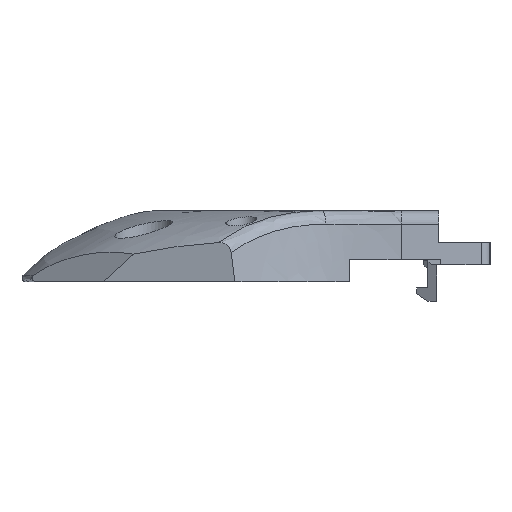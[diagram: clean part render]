
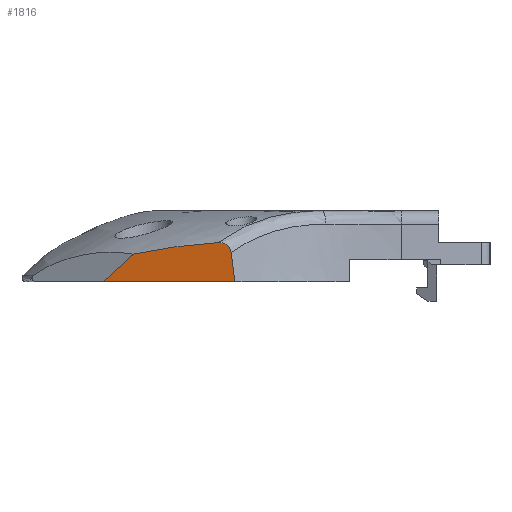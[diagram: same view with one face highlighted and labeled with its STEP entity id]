
A CAD part, front view. The second image highlights one B-rep face of the part: STEP entity #1816.
In plain terms, the highlighted planar face has unit normal (-0.242, -0.97, 0).
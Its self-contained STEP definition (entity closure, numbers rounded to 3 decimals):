
#326 = CARTESIAN_POINT ( 'NONE',  ( -84.162, -4.499, 13.902 ) ) ;
#372 = VECTOR ( 'NONE', #7388, 1000. ) ;
#595 = DIRECTION ( 'NONE',  ( -0.97, 0.242, 0. ) ) ;
#1369 = CARTESIAN_POINT ( 'NONE',  ( -95.113, -1.768, 13.709 ) ) ;
#1469 = CARTESIAN_POINT ( 'NONE',  ( -95.113, -1.768, 13.709 ) ) ;
#1816 = ADVANCED_FACE ( 'NONE', ( #11493 ), #2598, .T. ) ;
#2344 = CARTESIAN_POINT ( 'NONE',  ( -84.183, -4.494, 14.073 ) ) ;
#2378 = ORIENTED_EDGE ( 'NONE', *, *, #4367, .T. ) ;
#2594 = CARTESIAN_POINT ( 'NONE',  ( -85.579, -4.146, 15.02 ) ) ;
#2598 = PLANE ( 'NONE',  #12725 ) ;
#2610 = CARTESIAN_POINT ( 'NONE',  ( -85.579, -4.146, 15.02 ) ) ;
#2968 = EDGE_CURVE ( 'NONE', #10822, #5193, #8979, .T. ) ;
#3015 = EDGE_CURVE ( 'NONE', #13590, #10822, #5110, .T. ) ;
#3079 = LINE ( 'NONE', #9830, #11084 ) ;
#3712 = CARTESIAN_POINT ( 'NONE',  ( -5.982, -23.991, 10.6 ) ) ;
#3853 = CARTESIAN_POINT ( 'NONE',  ( -88.779, -3.348, 14.745 ) ) ;
#4009 = CARTESIAN_POINT ( 'NONE',  ( -83.739, -4.604, 10.6 ) ) ;
#4361 = CARTESIAN_POINT ( 'NONE',  ( -98.495, -0.925, 10.6 ) ) ;
#4367 = EDGE_CURVE ( 'NONE', #13590, #14707, #15513, .T. ) ;
#4913 = CARTESIAN_POINT ( 'NONE',  ( -46.978, -13.77, 57.964 ) ) ;
#4989 = CARTESIAN_POINT ( 'NONE',  ( -84.023, -4.533, 12.801 ) ) ;
#5075 = CARTESIAN_POINT ( 'NONE',  ( -84.162, -4.499, 13.902 ) ) ;
#5078 = DIRECTION ( 'NONE',  ( -0.242, -0.97, 0. ) ) ;
#5110 = B_SPLINE_CURVE_WITH_KNOTS ( 'NONE', 3,
 ( #2594, #8829, #7800, #10208, #14058, #14144, #15592, #16795, #2344, #5075 ),
 .UNSPECIFIED., .F., .F.,
 ( 4, 2, 2, 2, 4 ),
 ( 0., 0.001, 0.001, 0.002, 0.002 ),
 .UNSPECIFIED. ) ;
#5193 = VERTEX_POINT ( 'NONE', #4009 ) ;
#5383 = ORIENTED_EDGE ( 'NONE', *, *, #6698, .F. ) ;
#6274 = CARTESIAN_POINT ( 'NONE',  ( -83.739, -4.604, 10.6 ) ) ;
#6560 = VERTEX_POINT ( 'NONE', #4361 ) ;
#6698 = EDGE_CURVE ( 'NONE', #5193, #6560, #3079, .T. ) ;
#7388 = DIRECTION ( 'NONE',  ( 0.724, -0.181, 0.666 ) ) ;
#7800 = CARTESIAN_POINT ( 'NONE',  ( -85.249, -4.228, 15.02 ) ) ;
#7859 = CARTESIAN_POINT ( 'NONE',  ( -91.96, -2.555, 14.324 ) ) ;
#8829 = CARTESIAN_POINT ( 'NONE',  ( -85.413, -4.187, 15.031 ) ) ;
#8979 = B_SPLINE_CURVE_WITH_KNOTS ( 'NONE', 3,
 ( #10119, #4989, #15512, #6274 ),
 .UNSPECIFIED., .F., .F.,
 ( 4, 4 ),
 ( 0.002, 0.005 ),
 .UNSPECIFIED. ) ;
#9307 = CARTESIAN_POINT ( 'NONE',  ( -85.579, -4.146, 15.02 ) ) ;
#9394 = CARTESIAN_POINT ( 'NONE',  ( -86.381, -3.946, 14.966 ) ) ;
#9830 = CARTESIAN_POINT ( 'NONE',  ( -5.982, -23.991, 10.6 ) ) ;
#10119 = CARTESIAN_POINT ( 'NONE',  ( -84.162, -4.499, 13.902 ) ) ;
#10208 = CARTESIAN_POINT ( 'NONE',  ( -84.925, -4.308, 14.937 ) ) ;
#10822 = VERTEX_POINT ( 'NONE', #326 ) ;
#11084 = VECTOR ( 'NONE', #595, 1000. ) ;
#11426 = EDGE_CURVE ( 'NONE', #6560, #14707, #12959, .T. ) ;
#11493 = FACE_OUTER_BOUND ( 'NONE', #13542, .T. ) ;
#12725 = AXIS2_PLACEMENT_3D ( 'NONE', #3712, #5078, #13034 ) ;
#12756 = ORIENTED_EDGE ( 'NONE', *, *, #3015, .F. ) ;
#12926 = CARTESIAN_POINT ( 'NONE',  ( -89.576, -3.149, 14.651 ) ) ;
#12959 = LINE ( 'NONE', #4913, #372 ) ;
#13034 = DIRECTION ( 'NONE',  ( -0.97, 0.242, 0. ) ) ;
#13542 = EDGE_LOOP ( 'NONE', ( #5383, #16747, #12756, #2378, #16819 ) ) ;
#13590 = VERTEX_POINT ( 'NONE', #2610 ) ;
#14058 = CARTESIAN_POINT ( 'NONE',  ( -84.776, -4.346, 14.868 ) ) ;
#14144 = CARTESIAN_POINT ( 'NONE',  ( -84.506, -4.413, 14.665 ) ) ;
#14624 = CARTESIAN_POINT ( 'NONE',  ( -87.182, -3.746, 14.902 ) ) ;
#14707 = VERTEX_POINT ( 'NONE', #1469 ) ;
#15512 = CARTESIAN_POINT ( 'NONE',  ( -83.882, -4.568, 11.7 ) ) ;
#15513 = B_SPLINE_CURVE_WITH_KNOTS ( 'NONE', 3,
 ( #9307, #9394, #14624, #3853, #12926, #7859, #16933, #1369 ),
 .UNSPECIFIED., .F., .F.,
 ( 4, 2, 2, 4 ),
 ( 0.003, 0.006, 0.008, 0.013 ),
 .UNSPECIFIED. ) ;
#15592 = CARTESIAN_POINT ( 'NONE',  ( -84.396, -4.441, 14.536 ) ) ;
#16747 = ORIENTED_EDGE ( 'NONE', *, *, #2968, .F. ) ;
#16795 = CARTESIAN_POINT ( 'NONE',  ( -84.233, -4.481, 14.238 ) ) ;
#16819 = ORIENTED_EDGE ( 'NONE', *, *, #11426, .F. ) ;
#16933 = CARTESIAN_POINT ( 'NONE',  ( -93.541, -2.16, 14.051 ) ) ;
